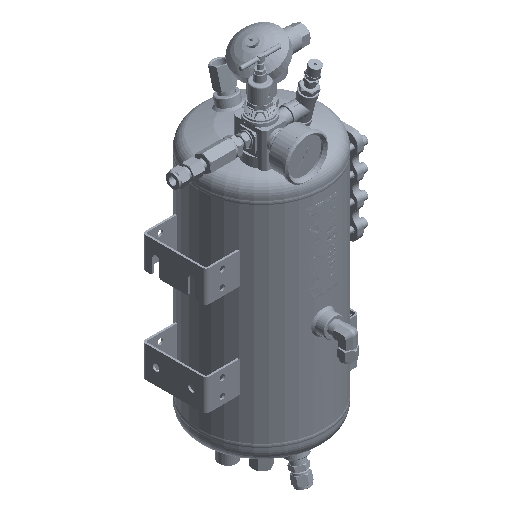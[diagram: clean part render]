
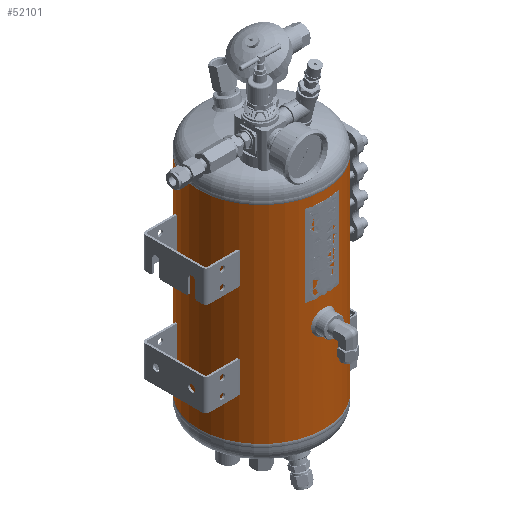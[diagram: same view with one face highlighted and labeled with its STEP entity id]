
A CAD part, isometric view. The second image highlights one B-rep face of the part: STEP entity #52101.
In plain terms, the highlighted cylindrical face has radius 100 mm (diameter 200 mm), a partial arc.
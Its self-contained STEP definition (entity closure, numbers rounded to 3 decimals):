
#3233=LINE('',#81813,#6579);
#3234=LINE('',#81818,#6580);
#3235=LINE('',#81822,#6581);
#3236=LINE('',#81826,#6582);
#6579=VECTOR('',#67716,1000.);
#6580=VECTOR('',#67719,1000.);
#6581=VECTOR('',#67722,1000.);
#6582=VECTOR('',#67725,1000.);
#9925=CIRCLE('',#62374,100.);
#9926=CIRCLE('',#62375,100.);
#9927=CIRCLE('',#62376,100.);
#9928=CIRCLE('',#62377,100.);
#11774=ORIENTED_EDGE('',*,*,#27372,.T.);
#11775=ORIENTED_EDGE('',*,*,#27373,.T.);
#11776=ORIENTED_EDGE('',*,*,#27374,.T.);
#11777=ORIENTED_EDGE('',*,*,#27375,.F.);
#11778=ORIENTED_EDGE('',*,*,#27376,.F.);
#11779=ORIENTED_EDGE('',*,*,#27377,.F.);
#11780=ORIENTED_EDGE('',*,*,#27378,.F.);
#11781=ORIENTED_EDGE('',*,*,#27379,.T.);
#11782=ORIENTED_EDGE('',*,*,#27380,.T.);
#11783=ORIENTED_EDGE('',*,*,#27381,.F.);
#11784=ORIENTED_EDGE('',*,*,#27382,.F.);
#27372=EDGE_CURVE('',#35171,#35171,#40641,.T.);
#27373=EDGE_CURVE('',#35172,#35172,#40642,.T.);
#27374=EDGE_CURVE('',#35173,#35173,#40643,.T.);
#27375=EDGE_CURVE('',#35174,#35175,#3233,.T.);
#27376=EDGE_CURVE('',#35176,#35174,#9925,.T.);
#27377=EDGE_CURVE('',#35177,#35176,#3234,.F.);
#27378=EDGE_CURVE('',#35178,#35177,#9926,.T.);
#27379=EDGE_CURVE('',#35178,#35179,#3235,.T.);
#27380=EDGE_CURVE('',#35179,#35180,#9927,.T.);
#27381=EDGE_CURVE('',#35181,#35180,#3236,.T.);
#27382=EDGE_CURVE('',#35175,#35181,#9928,.T.);
#35171=VERTEX_POINT('',#81788);
#35172=VERTEX_POINT('',#81800);
#35173=VERTEX_POINT('',#81812);
#35174=VERTEX_POINT('',#81814);
#35175=VERTEX_POINT('',#81815);
#35176=VERTEX_POINT('',#81817);
#35177=VERTEX_POINT('',#81819);
#35178=VERTEX_POINT('',#81821);
#35179=VERTEX_POINT('',#81823);
#35180=VERTEX_POINT('',#81825);
#35181=VERTEX_POINT('',#81827);
#40641=B_SPLINE_CURVE_WITH_KNOTS('',3,(#81769,#81770,#81771,#81772,#81773,
#81774,#81775,#81776,#81777,#81778,#81779,#81780,#81781,#81782,#81783,#81784,
#81785,#81786,#81787),.UNSPECIFIED.,.T.,.F.,(1,1,1,1,1,1,1,1,1,1,1,1,1,
1,1,1,1,1,1,1,1,1,1),(-0.018,-0.012,-0.006,
0.,0.006,0.012,0.018,0.023,
0.029,0.035,0.041,0.047,
0.053,0.059,0.065,0.07,
0.076,0.082,0.088,0.094,
0.1,0.106,0.112),.UNSPECIFIED.);
#40642=B_SPLINE_CURVE_WITH_KNOTS('',3,(#81789,#81790,#81791,#81792,#81793,
#81794,#81795,#81796,#81797,#81798,#81799),.UNSPECIFIED.,.T.,.F.,(1,1,1,
1,1,1,1,1,1,1,1,1,1,1,1),(-0.012,-0.008,-0.004,
0.,0.004,0.008,0.012,
0.016,0.02,0.023,0.027,
0.031,0.035,0.039,0.043),
 .UNSPECIFIED.);
#40643=B_SPLINE_CURVE_WITH_KNOTS('',3,(#81801,#81802,#81803,#81804,#81805,
#81806,#81807,#81808,#81809,#81810,#81811),.UNSPECIFIED.,.T.,.F.,(1,1,1,
1,1,1,1,1,1,1,1,1,1,1,1),(-0.012,-0.008,-0.004,
0.,0.004,0.008,0.012,
0.016,0.02,0.023,0.027,
0.031,0.035,0.039,0.043),
 .UNSPECIFIED.);
#42880=EDGE_LOOP('',(#11774));
#42881=EDGE_LOOP('',(#11775));
#42882=EDGE_LOOP('',(#11776));
#42883=EDGE_LOOP('',(#11777,#11778,#11779,#11780,#11781,#11782,#11783,#11784));
#47078=FACE_BOUND('',#42880,.T.);
#47079=FACE_BOUND('',#42881,.T.);
#47080=FACE_BOUND('',#42882,.T.);
#47081=FACE_BOUND('',#42883,.T.);
#51276=CYLINDRICAL_SURFACE('',#62373,100.);
#52101=ADVANCED_FACE('',(#47078,#47079,#47080,#47081),#51276,.T.);
#62373=AXIS2_PLACEMENT_3D('',#81768,#67714,#67715);
#62374=AXIS2_PLACEMENT_3D('',#81816,#67717,#67718);
#62375=AXIS2_PLACEMENT_3D('',#81820,#67720,#67721);
#62376=AXIS2_PLACEMENT_3D('',#81824,#67723,#67724);
#62377=AXIS2_PLACEMENT_3D('',#81828,#67726,#67727);
#67714=DIRECTION('',(0.,-1.,0.));
#67715=DIRECTION('',(0.,0.,-1.));
#67716=DIRECTION('',(0.,-1.,0.));
#67717=DIRECTION('',(0.,1.,0.));
#67718=DIRECTION('',(1.,0.,0.));
#67719=DIRECTION('',(0.,-1.,0.));
#67720=DIRECTION('',(0.,-1.,0.));
#67721=DIRECTION('',(1.,0.,0.));
#67722=DIRECTION('',(0.,-1.,0.));
#67723=DIRECTION('',(0.,1.,0.));
#67724=DIRECTION('',(1.,0.,0.));
#67725=DIRECTION('',(0.,-1.,0.));
#67726=DIRECTION('',(0.,-1.,0.));
#67727=DIRECTION('',(1.,0.,0.));
#81768=CARTESIAN_POINT('',(0.,330.,0.));
#81769=CARTESIAN_POINT('',(-98.994,187.429,14.208));
#81770=CARTESIAN_POINT('',(-98.806,181.503,15.395));
#81771=CARTESIAN_POINT('',(-98.993,175.608,14.214));
#81772=CARTESIAN_POINT('',(-99.436,170.625,10.88));
#81773=CARTESIAN_POINT('',(-99.878,167.295,5.9));
#81774=CARTESIAN_POINT('',(-100.061,166.117,0.009));
#81775=CARTESIAN_POINT('',(-99.879,167.288,-5.887));
#81776=CARTESIAN_POINT('',(-99.437,170.623,-10.879));
#81777=CARTESIAN_POINT('',(-98.992,175.61,-14.215));
#81778=CARTESIAN_POINT('',(-98.807,181.503,-15.391));
#81779=CARTESIAN_POINT('',(-98.992,187.396,-14.219));
#81780=CARTESIAN_POINT('',(-99.435,192.379,-10.892));
#81781=CARTESIAN_POINT('',(-99.877,195.718,-5.914));
#81782=CARTESIAN_POINT('',(-100.061,196.901,-0.013));
#81783=CARTESIAN_POINT('',(-99.878,195.728,5.889));
#81784=CARTESIAN_POINT('',(-99.437,192.395,10.874));
#81785=CARTESIAN_POINT('',(-98.994,187.429,14.208));
#81786=CARTESIAN_POINT('',(-98.806,181.503,15.395));
#81787=CARTESIAN_POINT('',(-98.993,175.608,14.214));
#81788=CARTESIAN_POINT('',(-98.869,181.508,15.));
#81789=CARTESIAN_POINT('',(3.922,158.915,-99.937));
#81790=CARTESIAN_POINT('',(-0.001,160.542,-100.031));
#81791=CARTESIAN_POINT('',(-3.918,158.916,-99.937));
#81792=CARTESIAN_POINT('',(-5.54,155.004,-99.844));
#81793=CARTESIAN_POINT('',(-3.921,151.083,-99.937));
#81794=CARTESIAN_POINT('',(-0.001,149.46,-100.031));
#81795=CARTESIAN_POINT('',(3.913,151.078,-99.938));
#81796=CARTESIAN_POINT('',(5.541,154.994,-99.844));
#81797=CARTESIAN_POINT('',(3.922,158.915,-99.937));
#81798=CARTESIAN_POINT('',(-0.001,160.542,-100.031));
#81799=CARTESIAN_POINT('',(-3.918,158.916,-99.937));
#81800=CARTESIAN_POINT('',(0.,160.,-100.));
#81801=CARTESIAN_POINT('',(3.922,48.915,-99.937));
#81802=CARTESIAN_POINT('',(-0.001,50.542,-100.031));
#81803=CARTESIAN_POINT('',(-3.918,48.916,-99.937));
#81804=CARTESIAN_POINT('',(-5.54,45.004,-99.844));
#81805=CARTESIAN_POINT('',(-3.921,41.083,-99.937));
#81806=CARTESIAN_POINT('',(-0.001,39.46,-100.031));
#81807=CARTESIAN_POINT('',(3.913,41.078,-99.938));
#81808=CARTESIAN_POINT('',(5.541,44.994,-99.844));
#81809=CARTESIAN_POINT('',(3.922,48.915,-99.937));
#81810=CARTESIAN_POINT('',(-0.001,50.542,-100.031));
#81811=CARTESIAN_POINT('',(-3.918,48.916,-99.937));
#81812=CARTESIAN_POINT('',(0.,50.,-100.));
#81813=CARTESIAN_POINT('',(-0.241,165.,100.));
#81814=CARTESIAN_POINT('',(-0.241,330.,100.));
#81815=CARTESIAN_POINT('',(-0.241,265.,100.));
#81816=CARTESIAN_POINT('',(0.,330.,0.));
#81817=CARTESIAN_POINT('',(0.241,330.,100.));
#81818=CARTESIAN_POINT('',(0.241,165.,100.));
#81819=CARTESIAN_POINT('',(0.241,265.,100.));
#81820=CARTESIAN_POINT('',(0.,265.,0.));
#81821=CARTESIAN_POINT('',(0.254,265.,100.));
#81822=CARTESIAN_POINT('',(0.254,265.,100.));
#81823=CARTESIAN_POINT('',(0.254,0.,100.));
#81824=CARTESIAN_POINT('',(0.,0.,0.));
#81825=CARTESIAN_POINT('',(-0.254,0.,100.));
#81826=CARTESIAN_POINT('',(-0.254,265.,100.));
#81827=CARTESIAN_POINT('',(-0.254,265.,100.));
#81828=CARTESIAN_POINT('',(0.,265.,0.));
